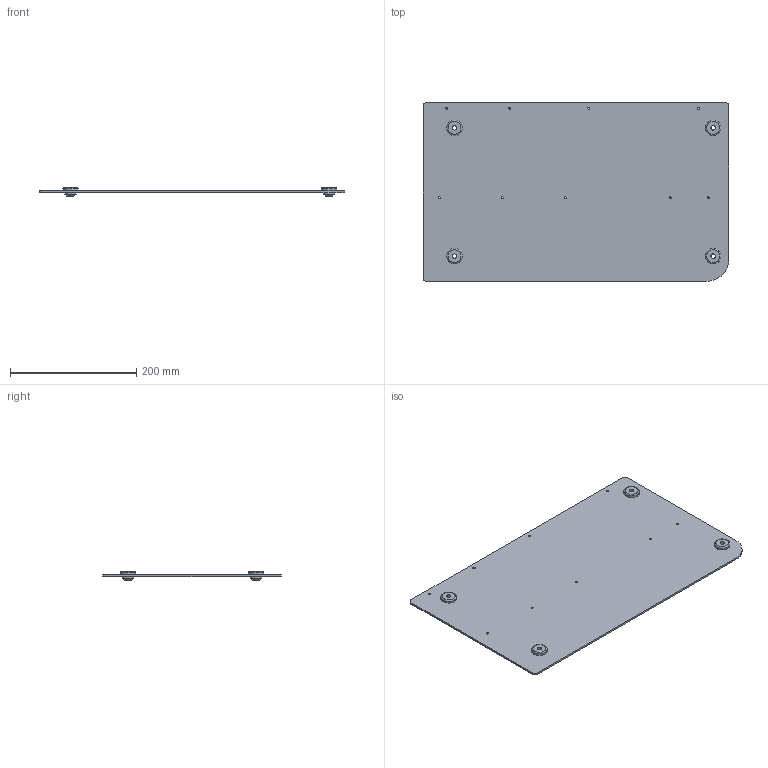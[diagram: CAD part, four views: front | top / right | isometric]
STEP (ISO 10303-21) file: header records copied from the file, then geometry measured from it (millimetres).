
FILE_DESCRIPTION( ( '' ), ' ' );
FILE_NAME( '5ed325129a1f740f8e4cc6b2.step', '2020-05-31T03:31:31', ( '' ), ( '' ), ' ', ' ', ' ' );
FILE_SCHEMA( ( 'AUTOMOTIVE_DESIGN { 1 0 10303 214 1 1 1 1 }' ) );
Length unit declared in the file: metre
Products named in the file (3): Assem1; Pad; Base
Assembly tree (5 placements, depth 2):
  Assem1
    Pad  x4
    Base
Bounding box: 485.26 x 283.5 x 14 mm (x, y, z)
Volume: 422773.4 mm3; surface area: 285802.4 mm2
Topology: 5 solids, 5 shells, 63 faces, 127 edges, 82 vertices
Faces by surface type: cylinder 33, plane 22, cone 4, torus 4
Full cylindrical faces by diameter (mm): 3.3 x9, 7 x4, 15.5 x4, 18 x8, 24.5 x4
Entity records: 1284 total; most frequent: DIRECTION 182, CARTESIAN_POINT 151, ORIENTED_EDGE 120, AXIS2_PLACEMENT_3D 83, EDGE_LOOP 82, EDGE_CURVE 60, VERTEX_POINT 52, FACE_OUTER_BOUND 51
